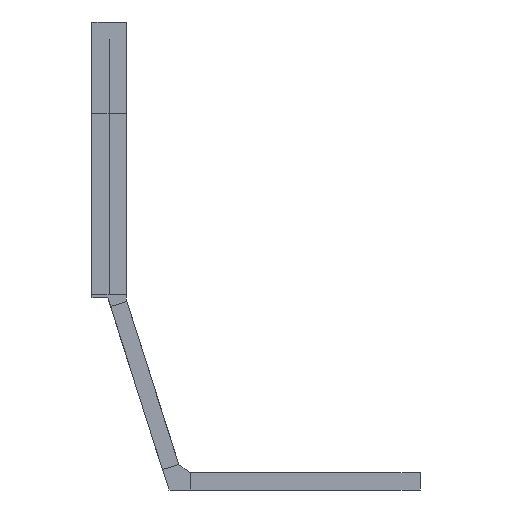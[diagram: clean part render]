
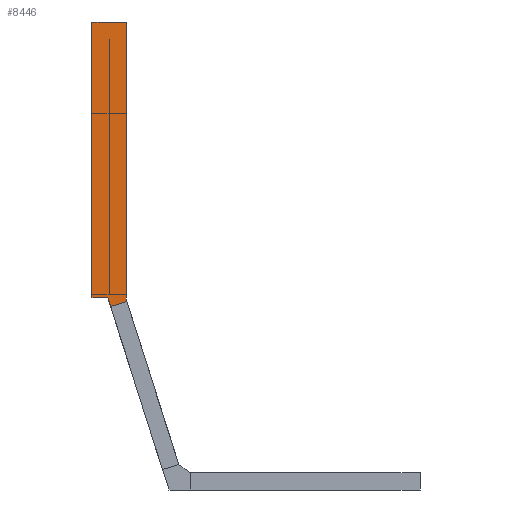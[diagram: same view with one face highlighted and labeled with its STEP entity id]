
A CAD part, front view. The second image highlights one B-rep face of the part: STEP entity #8446.
In plain terms, the highlighted planar face has unit normal (0, -1, 0).
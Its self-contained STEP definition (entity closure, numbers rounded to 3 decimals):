
#12 = CARTESIAN_POINT ( 'NONE',  ( -24.102, -963.5, 38.4 ) ) ;
#21 = ORIENTED_EDGE ( 'NONE', *, *, #13009, .F. ) ;
#80 = DIRECTION ( 'NONE',  ( -0.303, 0., 0.953 ) ) ;
#118 = DIRECTION ( 'NONE',  ( 1., 0., 0. ) ) ;
#425 = VERTEX_POINT ( 'NONE', #13339 ) ;
#539 = LINE ( 'NONE', #8752, #11598 ) ;
#616 = FACE_BOUND ( 'NONE', #1749, .T. ) ;
#793 = EDGE_CURVE ( 'NONE', #13195, #6972, #539, .T. ) ;
#954 = DIRECTION ( 'NONE',  ( -1., 0., 0. ) ) ;
#1323 = CARTESIAN_POINT ( 'NONE',  ( -26.922, -963.5, 36.99 ) ) ;
#1358 = VECTOR ( 'NONE', #6667, 1000. ) ;
#1458 = VECTOR ( 'NONE', #4238, 1000. ) ;
#1489 = VECTOR ( 'NONE', #2662, 1000. ) ;
#1622 = CARTESIAN_POINT ( 'NONE',  ( -24.102, -963.5, 15.4 ) ) ;
#1629 = ORIENTED_EDGE ( 'NONE', *, *, #4075, .F. ) ;
#1749 = EDGE_LOOP ( 'NONE', ( #11346, #13954, #14235, #21 ) ) ;
#1872 = VECTOR ( 'NONE', #8538, 1000. ) ;
#2086 = EDGE_CURVE ( 'NONE', #425, #13195, #4562, .T. ) ;
#2173 = ORIENTED_EDGE ( 'NONE', *, *, #12646, .T. ) ;
#2647 = VERTEX_POINT ( 'NONE', #12 ) ;
#2662 = DIRECTION ( 'NONE',  ( -1., 0., 0. ) ) ;
#2799 = CARTESIAN_POINT ( 'NONE',  ( -24.055, -963.5, 15.469 ) ) ;
#3238 = LINE ( 'NONE', #8893, #1489 ) ;
#3812 = DIRECTION ( 'NONE',  ( 0., -1., 0. ) ) ;
#3994 = LINE ( 'NONE', #7337, #1872 ) ;
#4075 = EDGE_CURVE ( 'NONE', #6779, #13789, #6665, .T. ) ;
#4112 = FACE_OUTER_BOUND ( 'NONE', #9268, .T. ) ;
#4238 = DIRECTION ( 'NONE',  ( 0., 0., 1. ) ) ;
#4324 = VERTEX_POINT ( 'NONE', #9224 ) ;
#4562 = LINE ( 'NONE', #8601, #13114 ) ;
#4571 = CARTESIAN_POINT ( 'NONE',  ( -26.922, -963.5, 15.773 ) ) ;
#4759 = LINE ( 'NONE', #5336, #1458 ) ;
#4997 = EDGE_CURVE ( 'NONE', #8868, #4324, #12080, .T. ) ;
#5310 = VECTOR ( 'NONE', #14162, 1000. ) ;
#5336 = CARTESIAN_POINT ( 'NONE',  ( -25.502, -963.5, 15.4 ) ) ;
#6098 = VERTEX_POINT ( 'NONE', #16030 ) ;
#6121 = EDGE_CURVE ( 'NONE', #10748, #2647, #3994, .T. ) ;
#6158 = VECTOR ( 'NONE', #6373, 1000. ) ;
#6373 = DIRECTION ( 'NONE',  ( 0., 0., -1. ) ) ;
#6392 = ORIENTED_EDGE ( 'NONE', *, *, #6121, .F. ) ;
#6414 = EDGE_CURVE ( 'NONE', #6972, #6098, #4759, .T. ) ;
#6594 = CARTESIAN_POINT ( 'NONE',  ( -25.522, -963.5, 16. ) ) ;
#6665 = LINE ( 'NONE', #12925, #5310 ) ;
#6667 = DIRECTION ( 'NONE',  ( 0., 0., 1. ) ) ;
#6779 = VERTEX_POINT ( 'NONE', #11159 ) ;
#6803 = ORIENTED_EDGE ( 'NONE', *, *, #10322, .T. ) ;
#6970 = LINE ( 'NONE', #10818, #10265 ) ;
#6972 = VERTEX_POINT ( 'NONE', #11480 ) ;
#7178 = VECTOR ( 'NONE', #8847, 1000. ) ;
#7269 = CARTESIAN_POINT ( 'NONE',  ( -25.389, -963.5, 15.045 ) ) ;
#7337 = CARTESIAN_POINT ( 'NONE',  ( -24.102, -963.5, 38.4 ) ) ;
#7616 = PLANE ( 'NONE',  #15027 ) ;
#8161 = ORIENTED_EDGE ( 'NONE', *, *, #15381, .F. ) ;
#8181 = VECTOR ( 'NONE', #80, 1000. ) ;
#8446 = ADVANCED_FACE ( 'NONE', ( #4112, #616 ), #7616, .T. ) ;
#8538 = DIRECTION ( 'NONE',  ( 1., 0., 0. ) ) ;
#8601 = CARTESIAN_POINT ( 'NONE',  ( -25.522, -963.5, 36.99 ) ) ;
#8752 = CARTESIAN_POINT ( 'NONE',  ( -26.922, -963.5, 16. ) ) ;
#8847 = DIRECTION ( 'NONE',  ( -0.953, 0., -0.303 ) ) ;
#8866 = DIRECTION ( 'NONE',  ( 0., 0., -1. ) ) ;
#8868 = VERTEX_POINT ( 'NONE', #7269 ) ;
#8893 = CARTESIAN_POINT ( 'NONE',  ( -26.922, -963.5, 15.773 ) ) ;
#9201 = ORIENTED_EDGE ( 'NONE', *, *, #4997, .F. ) ;
#9224 = CARTESIAN_POINT ( 'NONE',  ( -25.621, -963.5, 15.773 ) ) ;
#9236 = EDGE_CURVE ( 'NONE', #13789, #8868, #12236, .T. ) ;
#9268 = EDGE_LOOP ( 'NONE', ( #1629, #2173, #6392, #6803, #8161, #9201, #10991 ) ) ;
#9464 = LINE ( 'NONE', #1323, #6158 ) ;
#10088 = VERTEX_POINT ( 'NONE', #4571 ) ;
#10265 = VECTOR ( 'NONE', #954, 1000. ) ;
#10322 = EDGE_CURVE ( 'NONE', #10748, #10088, #9464, .T. ) ;
#10748 = VERTEX_POINT ( 'NONE', #10961 ) ;
#10818 = CARTESIAN_POINT ( 'NONE',  ( -26.922, -963.5, 36.99 ) ) ;
#10961 = CARTESIAN_POINT ( 'NONE',  ( -26.922, -963.5, 38.4 ) ) ;
#10991 = ORIENTED_EDGE ( 'NONE', *, *, #9236, .F. ) ;
#11159 = CARTESIAN_POINT ( 'NONE',  ( -24.102, -963.5, 15.773 ) ) ;
#11192 = DIRECTION ( 'NONE',  ( 0., 0., -1. ) ) ;
#11288 = CARTESIAN_POINT ( 'NONE',  ( -25.389, -963.5, 15.045 ) ) ;
#11346 = ORIENTED_EDGE ( 'NONE', *, *, #6414, .F. ) ;
#11480 = CARTESIAN_POINT ( 'NONE',  ( -25.502, -963.5, 16. ) ) ;
#11543 = CARTESIAN_POINT ( 'NONE',  ( -24.055, -963.5, 15.469 ) ) ;
#11598 = VECTOR ( 'NONE', #118, 1000. ) ;
#12080 = LINE ( 'NONE', #11288, #8181 ) ;
#12236 = LINE ( 'NONE', #12752, #7178 ) ;
#12646 = EDGE_CURVE ( 'NONE', #6779, #2647, #14355, .T. ) ;
#12752 = CARTESIAN_POINT ( 'NONE',  ( -24.055, -963.5, 15.469 ) ) ;
#12925 = CARTESIAN_POINT ( 'NONE',  ( -24.102, -963.5, 15.773 ) ) ;
#13009 = EDGE_CURVE ( 'NONE', #6098, #425, #6970, .T. ) ;
#13114 = VECTOR ( 'NONE', #11192, 1000. ) ;
#13195 = VERTEX_POINT ( 'NONE', #6594 ) ;
#13339 = CARTESIAN_POINT ( 'NONE',  ( -25.522, -963.5, 36.99 ) ) ;
#13789 = VERTEX_POINT ( 'NONE', #11543 ) ;
#13954 = ORIENTED_EDGE ( 'NONE', *, *, #793, .F. ) ;
#14162 = DIRECTION ( 'NONE',  ( 0.153, 0., -0.988 ) ) ;
#14235 = ORIENTED_EDGE ( 'NONE', *, *, #2086, .F. ) ;
#14355 = LINE ( 'NONE', #1622, #1358 ) ;
#15027 = AXIS2_PLACEMENT_3D ( 'NONE', #2799, #3812, #8866 ) ;
#15381 = EDGE_CURVE ( 'NONE', #4324, #10088, #3238, .T. ) ;
#16030 = CARTESIAN_POINT ( 'NONE',  ( -25.502, -963.5, 36.99 ) ) ;
